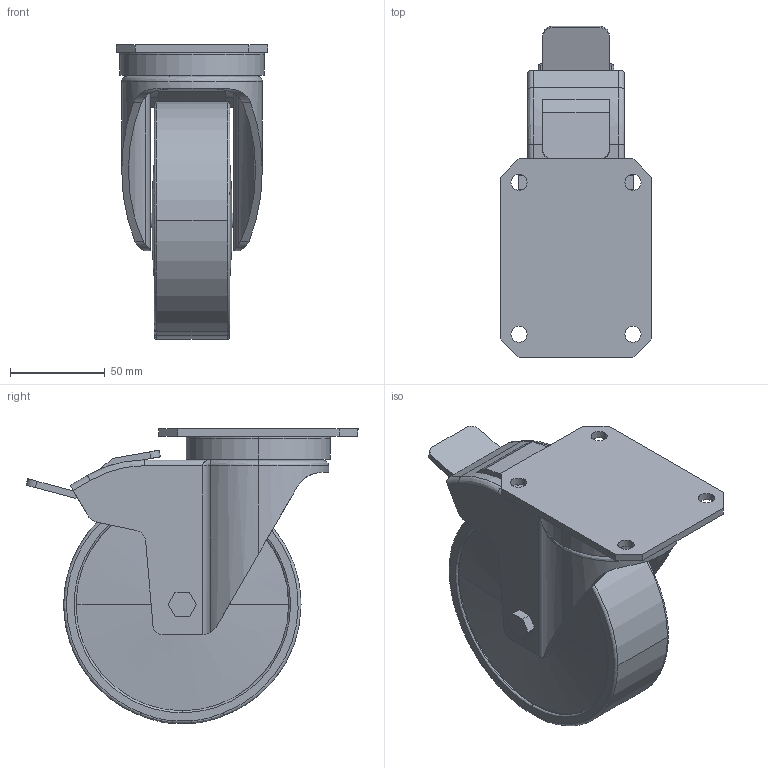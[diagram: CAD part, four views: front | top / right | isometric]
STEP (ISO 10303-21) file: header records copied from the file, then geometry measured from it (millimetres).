
FILE_DESCRIPTION (( 'STEP AP214' ), '1' );
FILE_NAME ('7420222', '2019-02-04T12:26:01', ( '' ), ('JUGARD+KÜNSTNER GmbH'), 'SwSTEP 2.0', 'SolidWorks 2017', '' );
FILE_SCHEMA (( 'AUTOMOTIVE_DESIGN' ));
Length unit declared in the file: millimetre
Products named in the file (1): 7420222_CNAJF00
Bounding box: 80 x 174.8 x 155 mm (x, y, z)
Volume: 598819.3 mm3; surface area: 106080.9 mm2
Topology: 1 solids, 1 shells, 160 faces, 408 edges, 260 vertices
Faces by surface type: cylinder 65, plane 63, bspline 28, cone 4
Entity records: 7843 total; most frequent: CARTESIAN_POINT 2282, ORIENTED_EDGE 812, DIRECTION 758, EDGE_CURVE 406, AXIS2_PLACEMENT_3D 278, VERTEX_POINT 260, VECTOR 202, LINE 202
